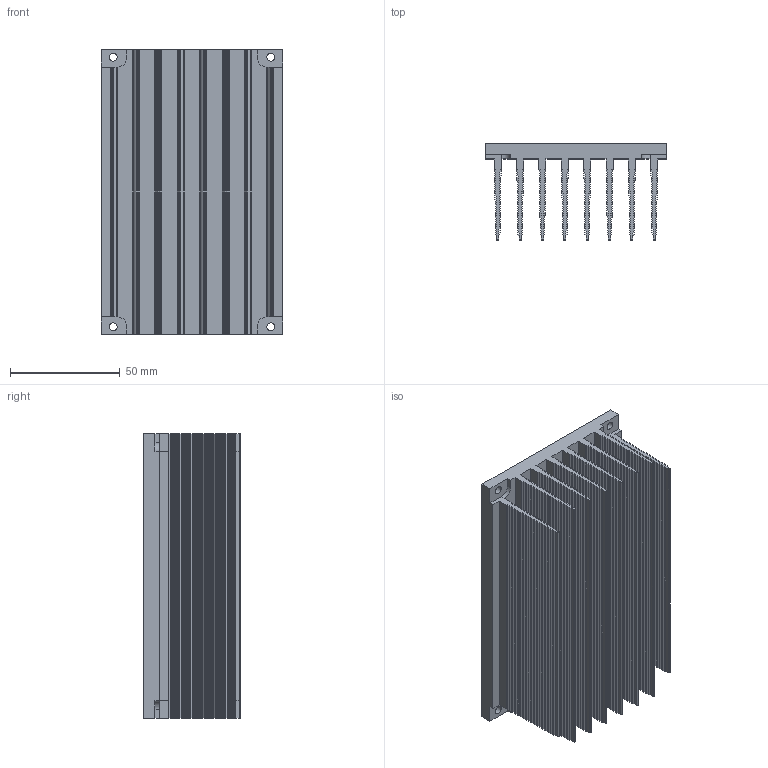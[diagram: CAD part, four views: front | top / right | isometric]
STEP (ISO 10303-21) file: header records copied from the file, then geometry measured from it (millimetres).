
FILE_DESCRIPTION(('STEP AP242'), '1');
FILE_NAME('購葠.752695.041 - 冓儰僗闉_182', '', ('UNSPECIFIED'), ('UNSPECIFIED'), 'ASCON STEP Converter 1.6', 'ASCON Math Kernel', '');
FILE_SCHEMA(('AP242_MANAGED_MODEL_BASED_3D_ENGINEERING_MIM_LF { 1 0 10303 442 1 1 4 }'));
Length unit declared in the file: millimetre
Products named in the file (1): 購葠.752695.041
Bounding box: 83 x 44 x 130 mm (x, y, z)
Volume: 152811.3 mm3; surface area: 123452.6 mm2
Topology: 1 solids, 1 shells, 1066 faces, 3192 edges, 2128 vertices
Faces by surface type: plane 1042, cylinder 24
Full cylindrical faces by diameter (mm): 3.6 x4
Entity records: 43748 total; most frequent: CARTESIAN_POINT 6383, ORIENTED_EDGE 6376, DIRECTION 5370, EDGE_CURVE 3188, LINE 3140, VECTOR 3140, VERTEX_POINT 2128, AXIS2_PLACEMENT_3D 1115
